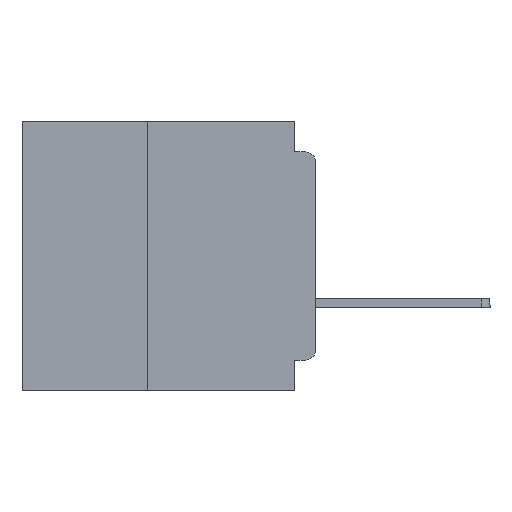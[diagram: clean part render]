
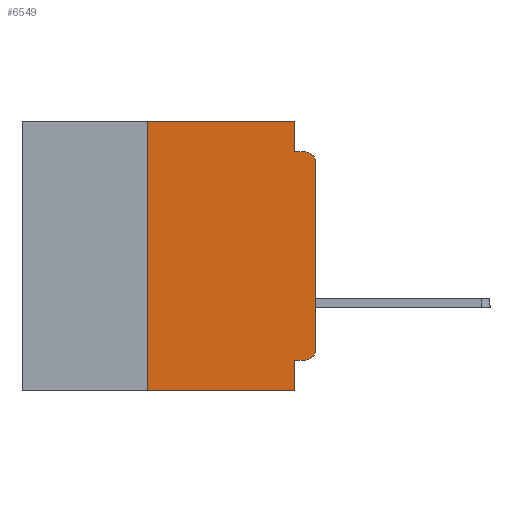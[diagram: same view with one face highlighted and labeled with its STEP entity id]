
A CAD part, left-side view. The second image highlights one B-rep face of the part: STEP entity #6549.
In plain terms, the highlighted planar face has unit normal (-1, 0, 0).
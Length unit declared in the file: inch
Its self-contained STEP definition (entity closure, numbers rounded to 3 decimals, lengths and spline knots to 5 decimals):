
#66 = CARTESIAN_POINT ( 'NONE',  ( 0., 0.25, -0.4 ) ) ;
#971 = ORIENTED_EDGE ( 'NONE', *, *, #35296, .T. ) ;
#1059 = DIRECTION ( 'NONE',  ( 0., -1., 0. ) ) ;
#1665 = CARTESIAN_POINT ( 'NONE',  ( 0., 0.031, 0. ) ) ;
#1669 = LINE ( 'NONE', #54648, #43590 ) ;
#2156 = DIRECTION ( 'NONE',  ( 0., 0., -1. ) ) ;
#2376 = EDGE_CURVE ( 'NONE', #16479, #54867, #1669, .T. ) ;
#2725 = DIRECTION ( 'NONE',  ( 0., -1., 0. ) ) ;
#2783 = CARTESIAN_POINT ( 'NONE',  ( 0., 0.015, -0.06 ) ) ;
#3513 = CARTESIAN_POINT ( 'NONE',  ( 0., 0., -0.34 ) ) ;
#4616 = VERTEX_POINT ( 'NONE', #14695 ) ;
#5033 = ORIENTED_EDGE ( 'NONE', *, *, #26937, .F. ) ;
#5354 = CARTESIAN_POINT ( 'NONE',  ( 0., 0.015, -0.34 ) ) ;
#6549 = ADVANCED_FACE ( 'NONE', ( #45859 ), #19417, .F. ) ;
#7136 = CARTESIAN_POINT ( 'NONE',  ( 0., 0.437, 0. ) ) ;
#7198 = DIRECTION ( 'NONE',  ( 0., 0., -1. ) ) ;
#7740 = DIRECTION ( 'NONE',  ( 0., 0., 1. ) ) ;
#9747 = DIRECTION ( 'NONE',  ( 0., 0., -1. ) ) ;
#10557 = VECTOR ( 'NONE', #39179, 39.37008 ) ;
#12015 = VECTOR ( 'NONE', #54603, 39.37008 ) ;
#13173 = ORIENTED_EDGE ( 'NONE', *, *, #35827, .F. ) ;
#13805 = AXIS2_PLACEMENT_3D ( 'NONE', #5354, #35593, #9747 ) ;
#13961 = CARTESIAN_POINT ( 'NONE',  ( 0., 0.437, -0.4 ) ) ;
#14695 = CARTESIAN_POINT ( 'NONE',  ( 0., 0.031, -0.4 ) ) ;
#15592 = LINE ( 'NONE', #7136, #48642 ) ;
#16000 = LINE ( 'NONE', #13961, #26144 ) ;
#16196 = VERTEX_POINT ( 'NONE', #16906 ) ;
#16304 = CARTESIAN_POINT ( 'NONE',  ( 0., 0.031, -0.4 ) ) ;
#16479 = VERTEX_POINT ( 'NONE', #49835 ) ;
#16612 = EDGE_CURVE ( 'NONE', #54867, #4616, #55077, .T. ) ;
#16761 = LINE ( 'NONE', #31844, #38342 ) ;
#16906 = CARTESIAN_POINT ( 'NONE',  ( 0., 0.031, -0.045 ) ) ;
#18177 = VECTOR ( 'NONE', #7740, 39.37008 ) ;
#19417 = PLANE ( 'NONE',  #21404 ) ;
#20653 = ORIENTED_EDGE ( 'NONE', *, *, #35911, .T. ) ;
#20669 = DIRECTION ( 'NONE',  ( 0., 0., -1. ) ) ;
#21404 = AXIS2_PLACEMENT_3D ( 'NONE', #53832, #28102, #2156 ) ;
#22060 = LINE ( 'NONE', #51945, #10557 ) ;
#24534 = CARTESIAN_POINT ( 'NONE',  ( 0., 0., 0. ) ) ;
#26144 = VECTOR ( 'NONE', #1059, 39.37008 ) ;
#26937 = EDGE_CURVE ( 'NONE', #30061, #53679, #29677, .T. ) ;
#26959 = VERTEX_POINT ( 'NONE', #3513 ) ;
#27533 = DIRECTION ( 'NONE',  ( 0., 0., -1. ) ) ;
#28102 = DIRECTION ( 'NONE',  ( 1., 0., 0. ) ) ;
#28291 = ORIENTED_EDGE ( 'NONE', *, *, #36721, .T. ) ;
#28455 = VERTEX_POINT ( 'NONE', #1665 ) ;
#29677 = LINE ( 'NONE', #37910, #18177 ) ;
#30061 = VERTEX_POINT ( 'NONE', #66 ) ;
#31844 = CARTESIAN_POINT ( 'NONE',  ( 0., 0.031, 0. ) ) ;
#32429 = ORIENTED_EDGE ( 'NONE', *, *, #2376, .F. ) ;
#33055 = DIRECTION ( 'NONE',  ( -1., 0., 0. ) ) ;
#34011 = EDGE_CURVE ( 'NONE', #28455, #16196, #16761, .T. ) ;
#34066 = ORIENTED_EDGE ( 'NONE', *, *, #34011, .F. ) ;
#35296 = EDGE_CURVE ( 'NONE', #30061, #4616, #16000, .T. ) ;
#35593 = DIRECTION ( 'NONE',  ( -1., 0., 0. ) ) ;
#35827 = EDGE_CURVE ( 'NONE', #16196, #38293, #22060, .T. ) ;
#35911 = EDGE_CURVE ( 'NONE', #16479, #26959, #54998, .T. ) ;
#36394 = EDGE_LOOP ( 'NONE', ( #38722, #28291, #13173, #34066, #43025, #5033, #971, #53153, #32429, #20653 ) ) ;
#36721 = EDGE_CURVE ( 'NONE', #39605, #38293, #54888, .T. ) ;
#37910 = CARTESIAN_POINT ( 'NONE',  ( 0., 0.25, -0.4 ) ) ;
#38293 = VERTEX_POINT ( 'NONE', #51971 ) ;
#38342 = VECTOR ( 'NONE', #27533, 39.37008 ) ;
#38400 = CARTESIAN_POINT ( 'NONE',  ( 0., 0.25, 0. ) ) ;
#38441 = AXIS2_PLACEMENT_3D ( 'NONE', #2783, #33055, #7198 ) ;
#38722 = ORIENTED_EDGE ( 'NONE', *, *, #46665, .T. ) ;
#39179 = DIRECTION ( 'NONE',  ( 0., -1., 0. ) ) ;
#39605 = VERTEX_POINT ( 'NONE', #48079 ) ;
#41928 = DIRECTION ( 'NONE',  ( 0., 1., 0. ) ) ;
#43025 = ORIENTED_EDGE ( 'NONE', *, *, #54968, .F. ) ;
#43590 = VECTOR ( 'NONE', #41928, 39.37008 ) ;
#45039 = VECTOR ( 'NONE', #20669, 39.37008 ) ;
#45859 = FACE_OUTER_BOUND ( 'NONE', #36394, .T. ) ;
#46665 = EDGE_CURVE ( 'NONE', #26959, #39605, #53761, .T. ) ;
#48079 = CARTESIAN_POINT ( 'NONE',  ( 0., 0., -0.06 ) ) ;
#48642 = VECTOR ( 'NONE', #2725, 39.37008 ) ;
#49835 = CARTESIAN_POINT ( 'NONE',  ( 0., 0.015, -0.355 ) ) ;
#51945 = CARTESIAN_POINT ( 'NONE',  ( 0., 0., -0.045 ) ) ;
#51971 = CARTESIAN_POINT ( 'NONE',  ( 0., 0.015, -0.045 ) ) ;
#53153 = ORIENTED_EDGE ( 'NONE', *, *, #16612, .F. ) ;
#53679 = VERTEX_POINT ( 'NONE', #38400 ) ;
#53761 = LINE ( 'NONE', #24534, #12015 ) ;
#53832 = CARTESIAN_POINT ( 'NONE',  ( 0., 0.437, 0. ) ) ;
#53853 = CARTESIAN_POINT ( 'NONE',  ( 0., 0.031, -0.355 ) ) ;
#54603 = DIRECTION ( 'NONE',  ( 0., 0., 1. ) ) ;
#54648 = CARTESIAN_POINT ( 'NONE',  ( 0., 0., -0.355 ) ) ;
#54867 = VERTEX_POINT ( 'NONE', #53853 ) ;
#54888 = CIRCLE ( 'NONE', #38441, 0.015 ) ;
#54968 = EDGE_CURVE ( 'NONE', #53679, #28455, #15592, .T. ) ;
#54998 = CIRCLE ( 'NONE', #13805, 0.015 ) ;
#55077 = LINE ( 'NONE', #16304, #45039 ) ;
